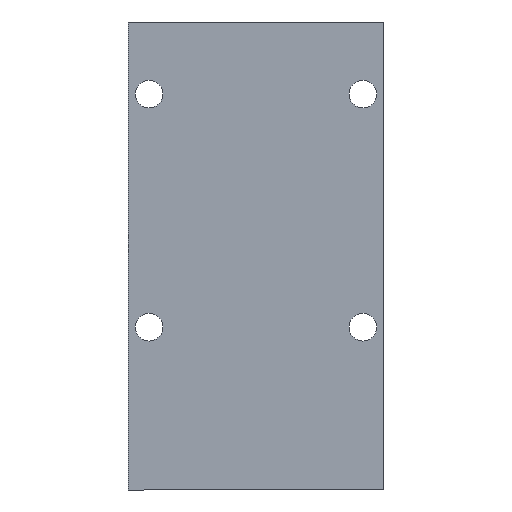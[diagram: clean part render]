
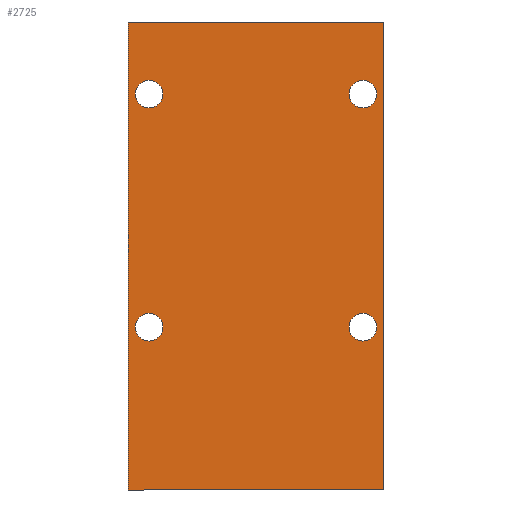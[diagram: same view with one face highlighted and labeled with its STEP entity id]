
A CAD part, front view. The second image highlights one B-rep face of the part: STEP entity #2725.
In plain terms, the highlighted planar face has unit normal (0, -1, 0).
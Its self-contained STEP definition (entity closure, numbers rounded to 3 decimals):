
#14 = CARTESIAN_POINT ( 'NONE',  ( 34.675, 1.778, -134.62 ) ) ;
#70 = DIRECTION ( 'NONE',  ( -1., 0., 0. ) ) ;
#81 = CARTESIAN_POINT ( 'NONE',  ( -30.434, 1.778, -170.18 ) ) ;
#96 = DIRECTION ( 'NONE',  ( -1., 0., 0. ) ) ;
#103 = AXIS2_PLACEMENT_3D ( 'NONE', #4126, #2224, #96 ) ;
#116 = EDGE_CURVE ( 'NONE', #261, #1452, #687, .T. ) ;
#125 = DIRECTION ( 'NONE',  ( -1., 0., 0. ) ) ;
#140 = DIRECTION ( 'NONE',  ( 0., 0., -1. ) ) ;
#163 = DIRECTION ( 'NONE',  ( -1., 0., 0. ) ) ;
#175 = DIRECTION ( 'NONE',  ( -1., 0., 0. ) ) ;
#180 = CIRCLE ( 'NONE', #3961, 1.93 ) ;
#223 = VERTEX_POINT ( 'NONE', #4208 ) ;
#261 = VERTEX_POINT ( 'NONE', #3656 ) ;
#275 = DIRECTION ( 'NONE',  ( -1., 0., 0. ) ) ;
#289 = VERTEX_POINT ( 'NONE', #3400 ) ;
#352 = DIRECTION ( 'NONE',  ( -1., 0., 0. ) ) ;
#358 = DIRECTION ( 'NONE',  ( 0., -1., 0. ) ) ;
#363 = CIRCLE ( 'NONE', #3689, 1.93 ) ;
#364 = CARTESIAN_POINT ( 'NONE',  ( 24.646, 1.778, -167.275 ) ) ;
#376 = ORIENTED_EDGE ( 'NONE', *, *, #1366, .F. ) ;
#384 = DIRECTION ( 'NONE',  ( 0., -1., 0. ) ) ;
#387 = VERTEX_POINT ( 'NONE', #2498 ) ;
#410 = VERTEX_POINT ( 'NONE', #2369 ) ;
#438 = CARTESIAN_POINT ( 'NONE',  ( -7.784, 1.778, -167.275 ) ) ;
#519 = FACE_OUTER_BOUND ( 'NONE', #2116, .T. ) ;
#526 = CARTESIAN_POINT ( 'NONE',  ( -9.714, 1.778, -137.525 ) ) ;
#578 = VERTEX_POINT ( 'NONE', #1736 ) ;
#687 = CIRCLE ( 'NONE', #1254, 1.93 ) ;
#774 = FACE_BOUND ( 'NONE', #3135, .T. ) ;
#787 = ORIENTED_EDGE ( 'NONE', *, *, #2032, .F. ) ;
#899 = ORIENTED_EDGE ( 'NONE', *, *, #1855, .F. ) ;
#924 = CIRCLE ( 'NONE', #103, 1.93 ) ;
#945 = CARTESIAN_POINT ( 'NONE',  ( 34.675, 1.778, -170.18 ) ) ;
#966 = LINE ( 'NONE', #3870, #4303 ) ;
#987 = EDGE_CURVE ( 'NONE', #289, #387, #3149, .T. ) ;
#1000 = DIRECTION ( 'NONE',  ( 0., -1., 0. ) ) ;
#1073 = VERTEX_POINT ( 'NONE', #81 ) ;
#1082 = LINE ( 'NONE', #3557, #4214 ) ;
#1162 = VERTEX_POINT ( 'NONE', #3419 ) ;
#1185 = CIRCLE ( 'NONE', #3905, 1.93 ) ;
#1254 = AXIS2_PLACEMENT_3D ( 'NONE', #438, #384, #175 ) ;
#1272 = CARTESIAN_POINT ( 'NONE',  ( 24.646, 1.778, -167.275 ) ) ;
#1366 = EDGE_CURVE ( 'NONE', #578, #3696, #924, .T. ) ;
#1452 = VERTEX_POINT ( 'NONE', #3291 ) ;
#1453 = AXIS2_PLACEMENT_3D ( 'NONE', #2084, #1773, #4011 ) ;
#1486 = FACE_BOUND ( 'NONE', #3226, .T. ) ;
#1607 = CARTESIAN_POINT ( 'NONE',  ( -7.784, 1.778, -167.275 ) ) ;
#1609 = EDGE_LOOP ( 'NONE', ( #899, #4089 ) ) ;
#1616 = DIRECTION ( 'NONE',  ( -1., 0., 0. ) ) ;
#1736 = CARTESIAN_POINT ( 'NONE',  ( -5.853, 1.778, -137.525 ) ) ;
#1773 = DIRECTION ( 'NONE',  ( 0., 1., 0. ) ) ;
#1776 = EDGE_CURVE ( 'NONE', #223, #410, #3973, .T. ) ;
#1779 = VECTOR ( 'NONE', #163, 1000. ) ;
#1823 = EDGE_CURVE ( 'NONE', #3696, #578, #180, .T. ) ;
#1855 = EDGE_CURVE ( 'NONE', #1452, #261, #1185, .T. ) ;
#1882 = EDGE_CURVE ( 'NONE', #387, #289, #3573, .T. ) ;
#1909 = EDGE_CURVE ( 'NONE', #3967, #2265, #966, .T. ) ;
#1916 = EDGE_CURVE ( 'NONE', #2265, #1162, #3478, .T. ) ;
#1930 = EDGE_CURVE ( 'NONE', #1162, #1073, #1082, .T. ) ;
#1937 = DIRECTION ( 'NONE',  ( -1., 0., 0. ) ) ;
#2032 = EDGE_CURVE ( 'NONE', #410, #223, #363, .T. ) ;
#2084 = CARTESIAN_POINT ( 'NONE',  ( 58.42, 1.778, 0. ) ) ;
#2116 = EDGE_LOOP ( 'NONE', ( #3059, #3841, #3900, #3360 ) ) ;
#2207 = DIRECTION ( 'NONE',  ( 0., -1., 0. ) ) ;
#2224 = DIRECTION ( 'NONE',  ( 0., -1., 0. ) ) ;
#2237 = LINE ( 'NONE', #4264, #3837 ) ;
#2251 = DIRECTION ( 'NONE',  ( 0., -1., 0. ) ) ;
#2265 = VERTEX_POINT ( 'NONE', #14 ) ;
#2352 = FACE_BOUND ( 'NONE', #2669, .T. ) ;
#2369 = CARTESIAN_POINT ( 'NONE',  ( 26.577, 1.778, -137.525 ) ) ;
#2498 = CARTESIAN_POINT ( 'NONE',  ( 22.716, 1.778, -167.275 ) ) ;
#2669 = EDGE_LOOP ( 'NONE', ( #4097, #787 ) ) ;
#2725 = ADVANCED_FACE ( 'NONE', ( #774, #3213, #2352, #1486, #519 ), #3062, .F. ) ;
#2928 = CARTESIAN_POINT ( 'NONE',  ( 58.42, 1.778, -134.62 ) ) ;
#2981 = CARTESIAN_POINT ( 'NONE',  ( 24.646, 1.778, -137.525 ) ) ;
#3059 = ORIENTED_EDGE ( 'NONE', *, *, #1909, .T. ) ;
#3062 = PLANE ( 'NONE',  #1453 ) ;
#3135 = EDGE_LOOP ( 'NONE', ( #4314, #376 ) ) ;
#3149 = CIRCLE ( 'NONE', #4348, 1.93 ) ;
#3213 = FACE_BOUND ( 'NONE', #1609, .T. ) ;
#3226 = EDGE_LOOP ( 'NONE', ( #3946, #4040 ) ) ;
#3291 = CARTESIAN_POINT ( 'NONE',  ( -9.714, 1.778, -167.275 ) ) ;
#3300 = DIRECTION ( 'NONE',  ( -1., 0., 0. ) ) ;
#3360 = ORIENTED_EDGE ( 'NONE', *, *, #4124, .F. ) ;
#3400 = CARTESIAN_POINT ( 'NONE',  ( 26.577, 1.778, -167.275 ) ) ;
#3419 = CARTESIAN_POINT ( 'NONE',  ( -30.434, 1.778, -134.62 ) ) ;
#3478 = LINE ( 'NONE', #2928, #1779 ) ;
#3514 = AXIS2_PLACEMENT_3D ( 'NONE', #4112, #2207, #70 ) ;
#3543 = DIRECTION ( 'NONE',  ( 0., -1., 0. ) ) ;
#3557 = CARTESIAN_POINT ( 'NONE',  ( -30.434, 1.778, -134.62 ) ) ;
#3573 = CIRCLE ( 'NONE', #3864, 1.93 ) ;
#3656 = CARTESIAN_POINT ( 'NONE',  ( -5.853, 1.778, -167.275 ) ) ;
#3689 = AXIS2_PLACEMENT_3D ( 'NONE', #2981, #1000, #3300 ) ;
#3696 = VERTEX_POINT ( 'NONE', #526 ) ;
#3837 = VECTOR ( 'NONE', #275, 1000. ) ;
#3841 = ORIENTED_EDGE ( 'NONE', *, *, #1916, .T. ) ;
#3855 = DIRECTION ( 'NONE',  ( 0., -1., 0. ) ) ;
#3864 = AXIS2_PLACEMENT_3D ( 'NONE', #1272, #3543, #1616 ) ;
#3870 = CARTESIAN_POINT ( 'NONE',  ( 34.675, 1.778, -134.62 ) ) ;
#3900 = ORIENTED_EDGE ( 'NONE', *, *, #1930, .T. ) ;
#3905 = AXIS2_PLACEMENT_3D ( 'NONE', #1607, #3855, #1937 ) ;
#3946 = ORIENTED_EDGE ( 'NONE', *, *, #1882, .F. ) ;
#3961 = AXIS2_PLACEMENT_3D ( 'NONE', #4153, #2251, #125 ) ;
#3967 = VERTEX_POINT ( 'NONE', #945 ) ;
#3973 = CIRCLE ( 'NONE', #3514, 1.93 ) ;
#4011 = DIRECTION ( 'NONE',  ( 1., 0., 0. ) ) ;
#4040 = ORIENTED_EDGE ( 'NONE', *, *, #987, .F. ) ;
#4089 = ORIENTED_EDGE ( 'NONE', *, *, #116, .F. ) ;
#4097 = ORIENTED_EDGE ( 'NONE', *, *, #1776, .F. ) ;
#4112 = CARTESIAN_POINT ( 'NONE',  ( 24.646, 1.778, -137.525 ) ) ;
#4124 = EDGE_CURVE ( 'NONE', #3967, #1073, #2237, .T. ) ;
#4126 = CARTESIAN_POINT ( 'NONE',  ( -7.784, 1.778, -137.525 ) ) ;
#4153 = CARTESIAN_POINT ( 'NONE',  ( -7.784, 1.778, -137.525 ) ) ;
#4174 = DIRECTION ( 'NONE',  ( 0., 0., 1. ) ) ;
#4208 = CARTESIAN_POINT ( 'NONE',  ( 22.716, 1.778, -137.525 ) ) ;
#4214 = VECTOR ( 'NONE', #140, 1000. ) ;
#4264 = CARTESIAN_POINT ( 'NONE',  ( 58.42, 1.778, -170.18 ) ) ;
#4303 = VECTOR ( 'NONE', #4174, 1000. ) ;
#4314 = ORIENTED_EDGE ( 'NONE', *, *, #1823, .F. ) ;
#4348 = AXIS2_PLACEMENT_3D ( 'NONE', #364, #358, #352 ) ;
